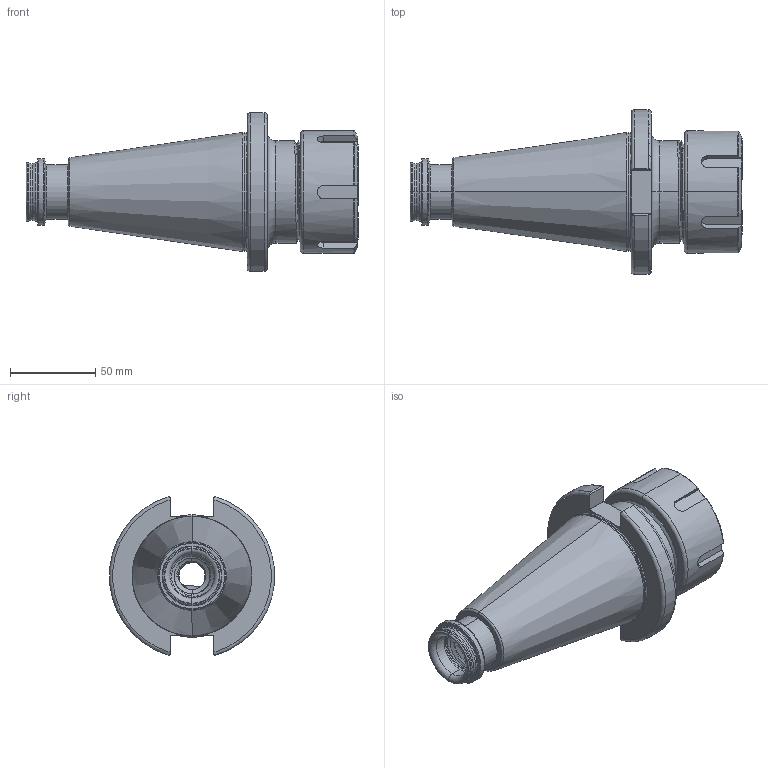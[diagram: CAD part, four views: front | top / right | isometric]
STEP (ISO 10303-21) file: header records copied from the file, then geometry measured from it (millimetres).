
FILE_DESCRIPTION (( 'STEP AP203' ), '1' );
FILE_NAME ('501.01.32.STEP', '2016-11-26T03:52:24', ( '' ), ( '' ), 'SwSTEP 2.0', 'SolidWorks 2012', '' );
FILE_SCHEMA (( 'CONFIG_CONTROL_DESIGN' ));
Length unit declared in the file: millimetre
Products named in the file (7): OZ32Y1; OZ32#200 3.96MM鋼珠; 501.01.32; OZ螺帽螺絲 M5; OZ32001PD; OZ32002PD
Assembly tree (49 placements, depth 3):
  501.01.32
    501.01.32
    OZ32Y1
      OZ32001PD
      OZ32002PD
      OZ螺帽螺絲 M5
      OZ32#200 3.96MM鋼珠  x44
Bounding box: 195.27 x 96.94 x 93.38 mm (x, y, z)
Volume: 419291.9 mm3; surface area: 95311.6 mm2
Topology: 48 solids, 48 shells, 457 faces, 1275 edges, 831 vertices
Faces by surface type: cylinder 162, sphere 88, torus 66, plane 56, cone 54, bspline 31
Entity records: 29624 total; most frequent: CARTESIAN_POINT 19416, ORIENTED_EDGE 1938, DIRECTION 1605, EDGE_CURVE 969, AXIS2_PLACEMENT_3D 662, VERTEX_POINT 613, EDGE_LOOP 384, ADVANCED_FACE 371
